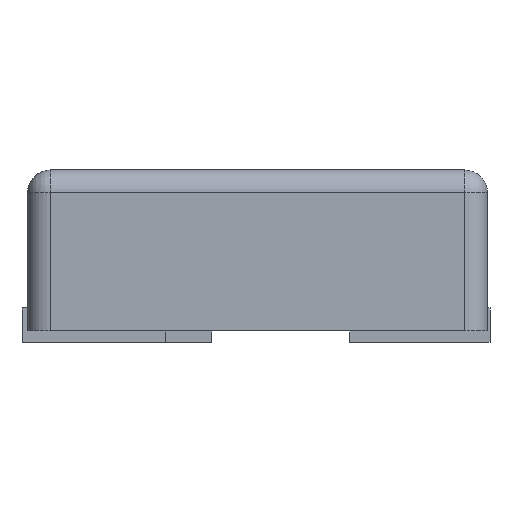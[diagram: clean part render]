
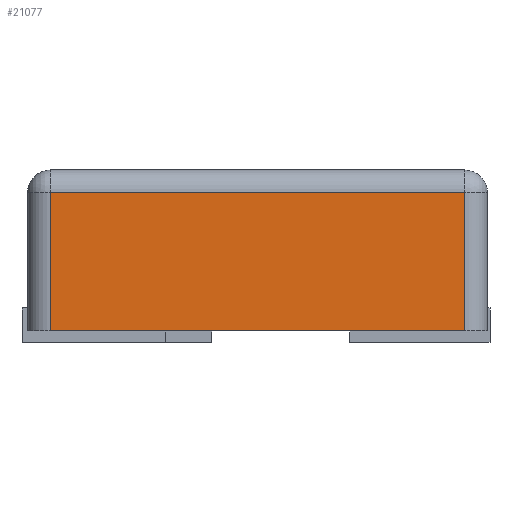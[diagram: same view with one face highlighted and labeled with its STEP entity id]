
A CAD part, left-side view. The second image highlights one B-rep face of the part: STEP entity #21077.
In plain terms, the highlighted planar face has unit normal (-1, 0, 0).
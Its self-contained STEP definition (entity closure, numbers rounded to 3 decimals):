
#2138 = EDGE_LOOP ( 'NONE', ( #14858, #14893, #16878, #21854 ) ) ;
#3008 = VECTOR ( 'NONE', #30170, 1000. ) ;
#5417 = CARTESIAN_POINT ( 'NONE',  ( -0.7, 0.45, 0.4 ) ) ;
#7153 = AXIS2_PLACEMENT_3D ( 'NONE', #28133, #23419, #23740 ) ;
#7179 = CARTESIAN_POINT ( 'NONE',  ( -0.7, 0.5, 0.05 ) ) ;
#7211 = VECTOR ( 'NONE', #14949, 1000. ) ;
#7376 = CARTESIAN_POINT ( 'NONE',  ( -0.7, 0.5, 0.35 ) ) ;
#7469 = VERTEX_POINT ( 'NONE', #15308 ) ;
#7657 = DIRECTION ( 'NONE',  ( 0., 0., -1. ) ) ;
#8972 = VERTEX_POINT ( 'NONE', #26608 ) ;
#9372 = EDGE_CURVE ( 'NONE', #25644, #8972, #17336, .T. ) ;
#11393 = LINE ( 'NONE', #25609, #3008 ) ;
#14163 = CARTESIAN_POINT ( 'NONE',  ( -0.7, -0.45, 0.35 ) ) ;
#14858 = ORIENTED_EDGE ( 'NONE', *, *, #30115, .T. ) ;
#14893 = ORIENTED_EDGE ( 'NONE', *, *, #29276, .T. ) ;
#14949 = DIRECTION ( 'NONE',  ( 0., 1., 0. ) ) ;
#15308 = CARTESIAN_POINT ( 'NONE',  ( -0.7, -0.45, 0.05 ) ) ;
#16878 = ORIENTED_EDGE ( 'NONE', *, *, #9372, .T. ) ;
#17336 = LINE ( 'NONE', #7376, #7211 ) ;
#18079 = EDGE_CURVE ( 'NONE', #8972, #19321, #29266, .T. ) ;
#18484 = PLANE ( 'NONE',  #7153 ) ;
#19321 = VERTEX_POINT ( 'NONE', #20244 ) ;
#20244 = CARTESIAN_POINT ( 'NONE',  ( -0.7, 0.45, 0.05 ) ) ;
#21031 = FACE_OUTER_BOUND ( 'NONE', #2138, .T. ) ;
#21077 = ADVANCED_FACE ( 'NONE', ( #21031 ), #18484, .F. ) ;
#21612 = VECTOR ( 'NONE', #23625, 1000. ) ;
#21854 = ORIENTED_EDGE ( 'NONE', *, *, #18079, .T. ) ;
#23419 = DIRECTION ( 'NONE',  ( 1., 0., 0. ) ) ;
#23625 = DIRECTION ( 'NONE',  ( 0., -1., 0. ) ) ;
#23740 = DIRECTION ( 'NONE',  ( 0., 0., -1. ) ) ;
#25609 = CARTESIAN_POINT ( 'NONE',  ( -0.7, -0.45, 0.4 ) ) ;
#25644 = VERTEX_POINT ( 'NONE', #14163 ) ;
#26139 = VECTOR ( 'NONE', #7657, 1000. ) ;
#26608 = CARTESIAN_POINT ( 'NONE',  ( -0.7, 0.45, 0.35 ) ) ;
#28133 = CARTESIAN_POINT ( 'NONE',  ( -0.7, 0.5, 0.4 ) ) ;
#29266 = LINE ( 'NONE', #5417, #26139 ) ;
#29276 = EDGE_CURVE ( 'NONE', #7469, #25644, #11393, .T. ) ;
#30115 = EDGE_CURVE ( 'NONE', #19321, #7469, #30696, .T. ) ;
#30170 = DIRECTION ( 'NONE',  ( 0., 0., 1. ) ) ;
#30696 = LINE ( 'NONE', #7179, #21612 ) ;
